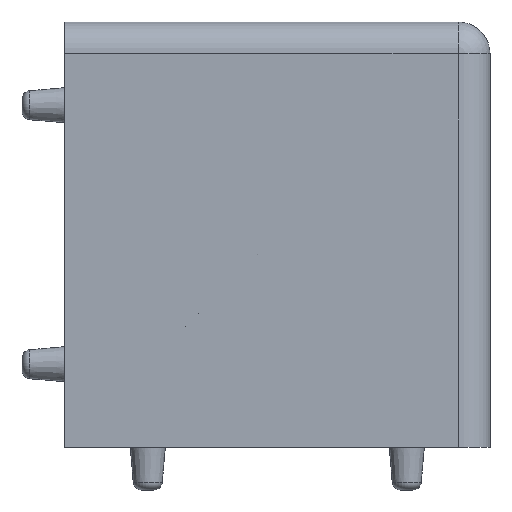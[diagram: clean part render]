
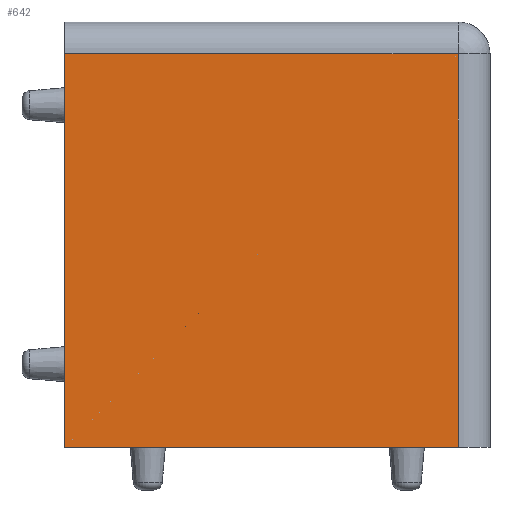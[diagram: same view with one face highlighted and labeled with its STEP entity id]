
A CAD part, front view. The second image highlights one B-rep face of the part: STEP entity #642.
In plain terms, the highlighted planar face has unit normal (0, -1, 0).
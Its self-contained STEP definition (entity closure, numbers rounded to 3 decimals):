
#47 = LINE ( 'NONE', #2073, #590 ) ;
#69 = DIRECTION ( 'NONE',  ( -1., 0., 0. ) ) ;
#86 = LINE ( 'NONE', #2466, #630 ) ;
#126 = VERTEX_POINT ( 'NONE', #1537 ) ;
#173 = VERTEX_POINT ( 'NONE', #2327 ) ;
#277 = CARTESIAN_POINT ( 'NONE',  ( 17., -20., 17. ) ) ;
#305 = CARTESIAN_POINT ( 'NONE',  ( -20., -20., 17. ) ) ;
#457 = ORIENTED_EDGE ( 'NONE', *, *, #1387, .T. ) ;
#577 = AXIS2_PLACEMENT_3D ( 'NONE', #1517, #1918, #714 ) ;
#590 = VECTOR ( 'NONE', #2481, 1000. ) ;
#630 = VECTOR ( 'NONE', #2068, 1000. ) ;
#642 = ADVANCED_FACE ( 'NONE', ( #1828 ), #1724, .F. ) ;
#714 = DIRECTION ( 'NONE',  ( 0., 0., 1. ) ) ;
#839 = VECTOR ( 'NONE', #1054, 1000. ) ;
#861 = CARTESIAN_POINT ( 'NONE',  ( -20., -20., -20. ) ) ;
#1054 = DIRECTION ( 'NONE',  ( 1., 0., 0. ) ) ;
#1087 = EDGE_CURVE ( 'NONE', #1702, #126, #1316, .T. ) ;
#1093 = EDGE_LOOP ( 'NONE', ( #457, #1295, #2331, #2559 ) ) ;
#1295 = ORIENTED_EDGE ( 'NONE', *, *, #2053, .T. ) ;
#1316 = LINE ( 'NONE', #305, #1846 ) ;
#1387 = EDGE_CURVE ( 'NONE', #173, #1664, #1799, .T. ) ;
#1517 = CARTESIAN_POINT ( 'NONE',  ( -20., -20., 20. ) ) ;
#1537 = CARTESIAN_POINT ( 'NONE',  ( -20., -20., 17. ) ) ;
#1622 = EDGE_CURVE ( 'NONE', #126, #173, #47, .T. ) ;
#1664 = VERTEX_POINT ( 'NONE', #1707 ) ;
#1702 = VERTEX_POINT ( 'NONE', #277 ) ;
#1707 = CARTESIAN_POINT ( 'NONE',  ( 17., -20., -20. ) ) ;
#1724 = PLANE ( 'NONE',  #577 ) ;
#1799 = LINE ( 'NONE', #861, #839 ) ;
#1828 = FACE_OUTER_BOUND ( 'NONE', #1093, .T. ) ;
#1846 = VECTOR ( 'NONE', #69, 1000. ) ;
#1918 = DIRECTION ( 'NONE',  ( 0., 1., 0. ) ) ;
#2053 = EDGE_CURVE ( 'NONE', #1664, #1702, #86, .T. ) ;
#2068 = DIRECTION ( 'NONE',  ( 0., 0., 1. ) ) ;
#2073 = CARTESIAN_POINT ( 'NONE',  ( -20., -20., 20. ) ) ;
#2327 = CARTESIAN_POINT ( 'NONE',  ( -20., -20., -20. ) ) ;
#2331 = ORIENTED_EDGE ( 'NONE', *, *, #1087, .T. ) ;
#2466 = CARTESIAN_POINT ( 'NONE',  ( 17., -20., 20. ) ) ;
#2481 = DIRECTION ( 'NONE',  ( 0., 0., -1. ) ) ;
#2559 = ORIENTED_EDGE ( 'NONE', *, *, #1622, .T. ) ;
